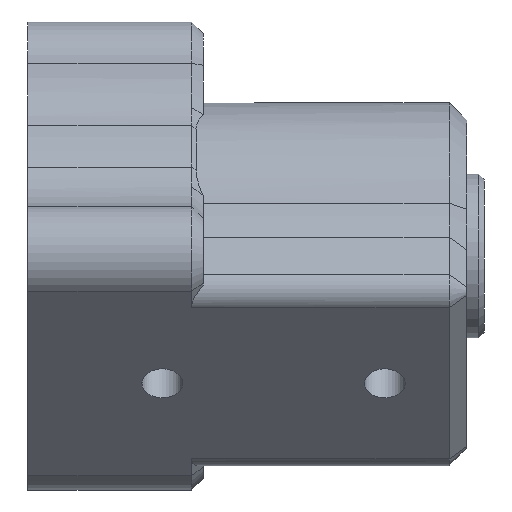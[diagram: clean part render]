
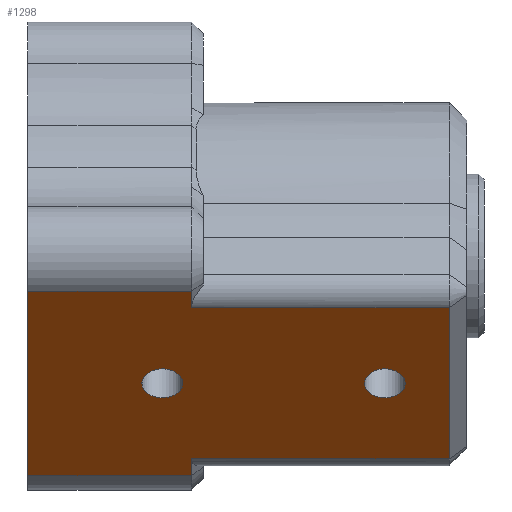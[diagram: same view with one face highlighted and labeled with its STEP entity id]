
A CAD part, left-side view. The second image highlights one B-rep face of the part: STEP entity #1298.
In plain terms, the highlighted planar face has unit normal (-0.707, 0, -0.707).
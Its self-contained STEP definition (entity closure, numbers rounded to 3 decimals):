
#69=FACE_BOUND('',#253,.T.);
#70=FACE_BOUND('',#254,.T.);
#90=PLANE('',#1459);
#163=FACE_OUTER_BOUND('',#252,.T.);
#252=EDGE_LOOP('',(#1170,#1171,#1172,#1173,#1174,#1175,#1176,#1177));
#253=EDGE_LOOP('',(#1178));
#254=EDGE_LOOP('',(#1179));
#271=LINE('',#1930,#358);
#282=LINE('',#2006,#369);
#289=LINE('',#2030,#376);
#296=LINE('',#2209,#383);
#318=LINE('',#2392,#405);
#323=LINE('',#2439,#410);
#339=LINE('',#2475,#426);
#343=LINE('',#2484,#430);
#358=VECTOR('',#1527,10.);
#369=VECTOR('',#1606,10.);
#376=VECTOR('',#1633,10.);
#383=VECTOR('',#1668,10.);
#405=VECTOR('',#1760,10.);
#410=VECTOR('',#1793,10.);
#426=VECTOR('',#1847,10.);
#430=VECTOR('',#1861,10.);
#433=CIRCLE('',#1306,1.75);
#519=CIRCLE('',#1460,1.75);
#520=VERTEX_POINT('',#1876);
#537=VERTEX_POINT('',#1927);
#538=VERTEX_POINT('',#1929);
#567=VERTEX_POINT('',#1998);
#569=VERTEX_POINT('',#2004);
#576=VERTEX_POINT('',#2028);
#595=VERTEX_POINT('',#2206);
#596=VERTEX_POINT('',#2208);
#621=VERTEX_POINT('',#2385);
#632=VERTEX_POINT('',#2485);
#633=EDGE_CURVE('',#520,#520,#433,.T.);
#659=EDGE_CURVE('',#537,#538,#271,.T.);
#696=EDGE_CURVE('',#569,#567,#282,.T.);
#709=EDGE_CURVE('',#576,#569,#289,.T.);
#731=EDGE_CURVE('',#595,#596,#296,.T.);
#780=EDGE_CURVE('',#621,#576,#318,.T.);
#794=EDGE_CURVE('',#538,#621,#323,.T.);
#813=EDGE_CURVE('',#537,#596,#339,.T.);
#817=EDGE_CURVE('',#567,#595,#343,.T.);
#818=EDGE_CURVE('',#632,#632,#519,.T.);
#1170=ORIENTED_EDGE('',*,*,#696,.F.);
#1171=ORIENTED_EDGE('',*,*,#709,.F.);
#1172=ORIENTED_EDGE('',*,*,#780,.F.);
#1173=ORIENTED_EDGE('',*,*,#794,.F.);
#1174=ORIENTED_EDGE('',*,*,#659,.F.);
#1175=ORIENTED_EDGE('',*,*,#813,.T.);
#1176=ORIENTED_EDGE('',*,*,#731,.F.);
#1177=ORIENTED_EDGE('',*,*,#817,.F.);
#1178=ORIENTED_EDGE('',*,*,#633,.F.);
#1179=ORIENTED_EDGE('',*,*,#818,.T.);
#1298=ADVANCED_FACE('',(#163,#69,#70),#90,.T.);
#1306=AXIS2_PLACEMENT_3D('',#1877,#1469,#1470);
#1459=AXIS2_PLACEMENT_3D('',#2483,#1859,#1860);
#1460=AXIS2_PLACEMENT_3D('',#2486,#1862,#1863);
#1469=DIRECTION('center_axis',(-0.707,0.,-0.707));
#1470=DIRECTION('ref_axis',(-0.707,0.,0.707));
#1527=DIRECTION('',(-0.707,0.,0.707));
#1606=DIRECTION('',(0.707,0.,-0.707));
#1633=DIRECTION('',(0.,-1.,0.));
#1668=DIRECTION('',(0.707,0.,-0.707));
#1760=DIRECTION('',(0.707,0.,-0.707));
#1793=DIRECTION('',(0.,-1.,0.));
#1847=DIRECTION('',(0.,-1.,0.));
#1859=DIRECTION('center_axis',(-0.707,0.,-0.707));
#1860=DIRECTION('ref_axis',(0.707,0.,-0.707));
#1861=DIRECTION('',(0.,1.,0.));
#1862=DIRECTION('center_axis',(0.707,0.,0.707));
#1863=DIRECTION('ref_axis',(-0.707,0.,0.707));
#1876=CARTESIAN_POINT('',(-32.493,120.869,-33.284));
#1877=CARTESIAN_POINT('Origin',(-33.73,120.869,-32.047));
#1927=CARTESIAN_POINT('',(-25.855,132.369,-39.922));
#1929=CARTESIAN_POINT('',(-41.605,132.369,-24.172));
#1930=CARTESIAN_POINT('',(-25.855,132.369,-39.922));
#1998=CARTESIAN_POINT('',(-27.269,96.369,-38.508));
#2004=CARTESIAN_POINT('',(-40.191,96.369,-25.586));
#2006=CARTESIAN_POINT('',(-37.668,96.369,-28.109));
#2028=CARTESIAN_POINT('',(-40.191,118.369,-25.586));
#2030=CARTESIAN_POINT('',(-40.191,132.369,-25.586));
#2206=CARTESIAN_POINT('',(-27.269,118.369,-38.508));
#2208=CARTESIAN_POINT('',(-25.855,118.369,-39.922));
#2209=CARTESIAN_POINT('',(-37.668,118.369,-28.109));
#2385=CARTESIAN_POINT('',(-41.605,118.369,-24.172));
#2392=CARTESIAN_POINT('',(-37.668,118.369,-28.109));
#2439=CARTESIAN_POINT('',(-41.605,132.369,-24.172));
#2475=CARTESIAN_POINT('',(-25.855,132.369,-39.922));
#2483=CARTESIAN_POINT('Origin',(-41.605,132.369,-24.172));
#2484=CARTESIAN_POINT('',(-27.269,132.369,-38.508));
#2485=CARTESIAN_POINT('',(-32.493,101.869,-33.284));
#2486=CARTESIAN_POINT('Origin',(-33.73,101.869,-32.047));
